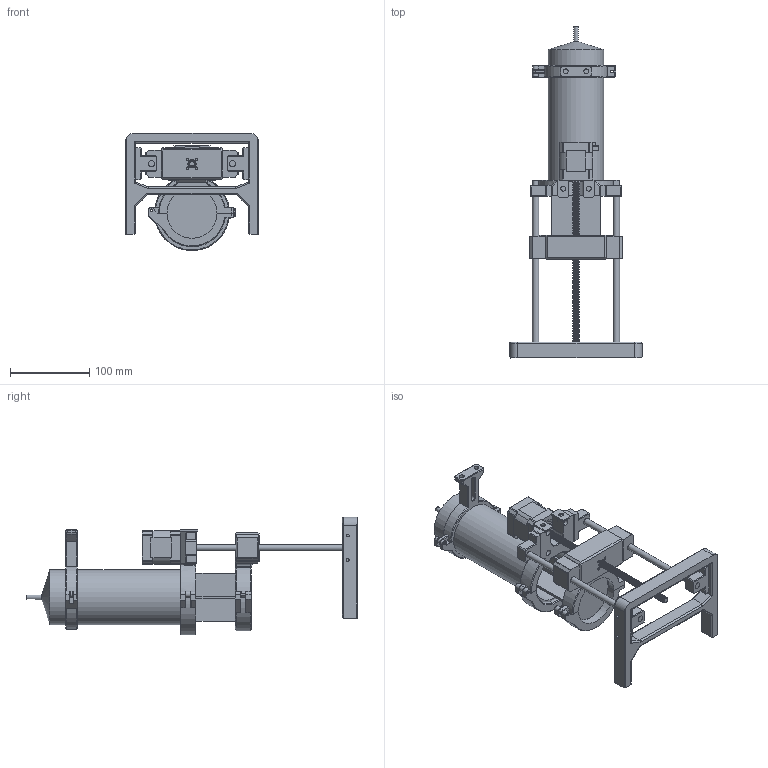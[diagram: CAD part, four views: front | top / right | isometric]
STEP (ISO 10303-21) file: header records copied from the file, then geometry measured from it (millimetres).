
FILE_DESCRIPTION(/* description */ (''),/* implementation_level */ '2;1');
FILE_NAME(/* name */ 'Stepper Linear Actuator Syringe interface.step',/* time_stamp */ '2023-05-07T20:36:36-05:00',/* author */ (''),/* organization */ (''),/* preprocessor_version */ 'ST-DEVELOPER v19.2',/* originating_system */ 'Autodesk Translation Framework v12.4.0.73',/* authorisation */ '');
FILE_SCHEMA (('AUTOMOTIVE_DESIGN { 1 0 10303 214 3 1 1 }'));
Length unit declared in the file: millimetre
Products named in the file (9): Stepper Linear Actuator Syringe interface; Leadscrew Mount; Thumbrest/Motor Mount; E3D Stepper Motor; 5972K634_Ball Bearing (1); Syringe Rest; Syringe; V2 Stand and Arms; Rail Mock-Ups
Assembly tree (9 placements, depth 3):
  Stepper Linear Actuator Syringe interface
    Leadscrew Mount
    Thumbrest/Motor Mount
    E3D Stepper Motor
      5972K634_Ball Bearing (1)  x2
    Syringe Rest
    Syringe
    V2 Stand and Arms
    Rail Mock-Ups
Bounding box: 167.75 x 420 x 148.38 mm (x, y, z)
Volume: 735685.5 mm3; surface area: 344099.1 mm2
Topology: 59 solids, 59 shells, 1152 faces, 2938 edges, 1857 vertices
Faces by surface type: plane 641, cylinder 389, cone 71, sphere 26, torus 13, bspline 12
Full cylindrical faces by diameter (mm): 2.8 x13, 3.2 x4, 3.25 x8, 3.4 x13, 3.7 x8, 4 x3, 4.5 x4, 5 x1, 6 x8, 6.095 x48, 7.5 x4, 8 x8, 9.033 x8, 9.15 x1, 10.5 x1, 10.967 x8, 11.75 x2, 16 x4, 21.5 x2, 22 x1, 23.5 x1, 65 x3, 66 x2, 70 x1, 75 x1
Entity records: 43579 total; most frequent: CARTESIAN_POINT 16112, ORIENTED_EDGE 5684, DIRECTION 5439, EDGE_CURVE 2842, LINE 1865, VECTOR 1865, VERTEX_POINT 1807, AXIS2_PLACEMENT_3D 1787
